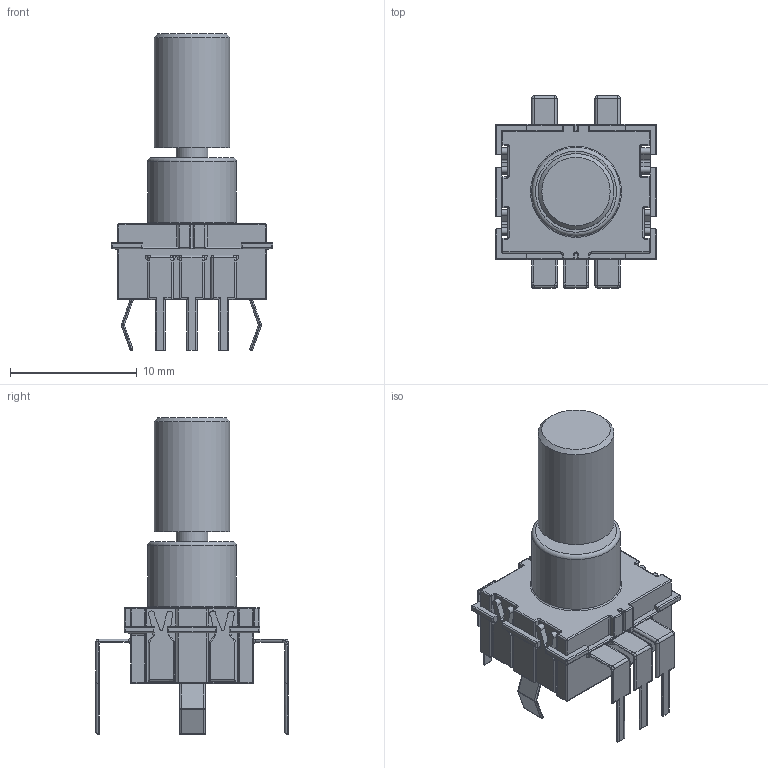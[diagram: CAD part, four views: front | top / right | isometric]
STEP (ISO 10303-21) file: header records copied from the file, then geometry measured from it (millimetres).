
FILE_DESCRIPTION( ( '' ), ' ' );
FILE_NAME( '585b850b426d93104bbef53f.step', '2016-12-22T07:47:24', ( '' ), ( '' ), ' ', ' ', ' ' );
FILE_SCHEMA( ( 'AUTOMOTIVE_DESIGN { 1 0 10303 214 1 1 1 1 }' ) );
Length unit declared in the file: metre
Products named in the file (1): Open CASCADE STEP translator 6.8 1
Bounding box: 12.75 x 15.18 x 25 mm (x, y, z)
Volume: 1162.3 mm3; surface area: 1108.7 mm2
Topology: 1 solids, 1 shells, 599 faces, 1500 edges, 851 vertices
Faces by surface type: cylinder 300, plane 186, sphere 54, torus 48, bspline 10, cone 1
Full cylindrical faces by diameter (mm): 2.5 x1, 6 x1, 7 x1
Entity records: 29324 total; most frequent: CARTESIAN_POINT 3707, ORIENTED_EDGE 2886, DIRECTION 2849, STYLED_ITEM 2042, PRESENTATION_STYLE_ASSIGNMENT 2042, COLOUR_RGB 2042, EDGE_CURVE 1443, CURVE_STYLE 1443
